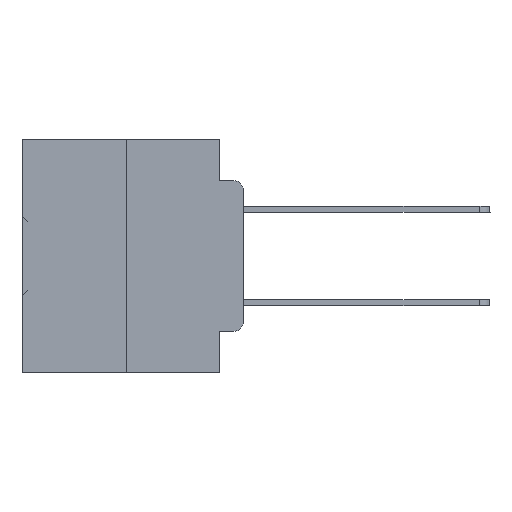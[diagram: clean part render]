
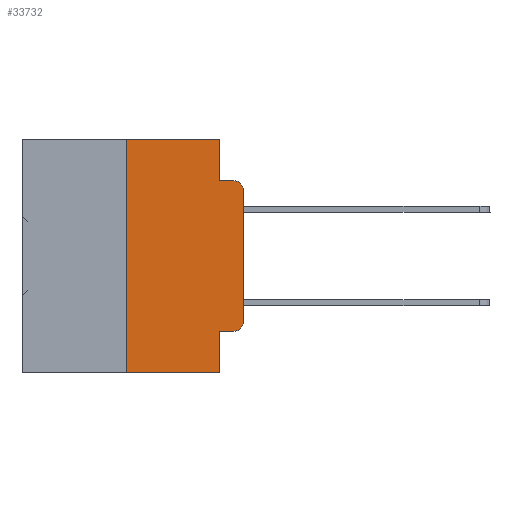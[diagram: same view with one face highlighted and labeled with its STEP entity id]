
A CAD part, left-side view. The second image highlights one B-rep face of the part: STEP entity #33732.
In plain terms, the highlighted planar face has unit normal (-1, 0, 0).
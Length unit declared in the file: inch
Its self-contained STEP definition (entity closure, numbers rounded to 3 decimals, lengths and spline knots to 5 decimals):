
#16 = CARTESIAN_POINT ( 'NONE',  ( 0., 0.473, 0. ) ) ;
#1092 = DIRECTION ( 'NONE',  ( 0., 0., 1. ) ) ;
#1852 = EDGE_CURVE ( 'NONE', #19973, #4526, #12779, .T. ) ;
#2395 = CARTESIAN_POINT ( 'NONE',  ( 0., 0.051, 0. ) ) ;
#2653 = ORIENTED_EDGE ( 'NONE', *, *, #10186, .F. ) ;
#2952 = LINE ( 'NONE', #16, #34177 ) ;
#4494 = VERTEX_POINT ( 'NONE', #17682 ) ;
#4526 = VERTEX_POINT ( 'NONE', #14891 ) ;
#4628 = ORIENTED_EDGE ( 'NONE', *, *, #32831, .T. ) ;
#4655 = CARTESIAN_POINT ( 'NONE',  ( 0., 0.02, -0.3915 ) ) ;
#5049 = VECTOR ( 'NONE', #35080, 39.37008 ) ;
#5617 = CARTESIAN_POINT ( 'NONE',  ( 0., 0.02, -0.1085 ) ) ;
#6924 = LINE ( 'NONE', #10845, #22985 ) ;
#7720 = AXIS2_PLACEMENT_3D ( 'NONE', #33951, #16013, #37000 ) ;
#7767 = DIRECTION ( 'NONE',  ( 0., 0., -1. ) ) ;
#8368 = LINE ( 'NONE', #37903, #30457 ) ;
#8712 = DIRECTION ( 'NONE',  ( 0., 0., -1. ) ) ;
#9023 = CARTESIAN_POINT ( 'NONE',  ( 0., 0., -0.1085 ) ) ;
#9576 = VERTEX_POINT ( 'NONE', #25467 ) ;
#9739 = CARTESIAN_POINT ( 'NONE',  ( 0., 0.02, -0.0885 ) ) ;
#9891 = ORIENTED_EDGE ( 'NONE', *, *, #24239, .T. ) ;
#10186 = EDGE_CURVE ( 'NONE', #4494, #12646, #30165, .T. ) ;
#10394 = ORIENTED_EDGE ( 'NONE', *, *, #12228, .F. ) ;
#10845 = CARTESIAN_POINT ( 'NONE',  ( 0., 0., 0. ) ) ;
#11036 = VERTEX_POINT ( 'NONE', #2395 ) ;
#11845 = VECTOR ( 'NONE', #26208, 39.37008 ) ;
#12228 = EDGE_CURVE ( 'NONE', #11036, #34104, #8368, .T. ) ;
#12646 = VERTEX_POINT ( 'NONE', #37623 ) ;
#12779 = LINE ( 'NONE', #20225, #11845 ) ;
#12986 = PLANE ( 'NONE',  #7720 ) ;
#13028 = EDGE_CURVE ( 'NONE', #12646, #11036, #2952, .T. ) ;
#13693 = ORIENTED_EDGE ( 'NONE', *, *, #14234, .F. ) ;
#13729 = ORIENTED_EDGE ( 'NONE', *, *, #1852, .F. ) ;
#14185 = ORIENTED_EDGE ( 'NONE', *, *, #13028, .F. ) ;
#14234 = EDGE_CURVE ( 'NONE', #34104, #18189, #35858, .T. ) ;
#14891 = CARTESIAN_POINT ( 'NONE',  ( 0., 0.051, -0.5 ) ) ;
#15519 = DIRECTION ( 'NONE',  ( 0., -1., 0. ) ) ;
#16013 = DIRECTION ( 'NONE',  ( 1., 0., 0. ) ) ;
#17145 = CARTESIAN_POINT ( 'NONE',  ( 0., 0.473, -0.5 ) ) ;
#17343 = CARTESIAN_POINT ( 'NONE',  ( 0., 0.051, -0.0885 ) ) ;
#17682 = CARTESIAN_POINT ( 'NONE',  ( 0., 0.25, -0.5 ) ) ;
#18189 = VERTEX_POINT ( 'NONE', #9739 ) ;
#18992 = VECTOR ( 'NONE', #20205, 39.37008 ) ;
#19464 = CARTESIAN_POINT ( 'NONE',  ( 0., 0.25, 0. ) ) ;
#19973 = VERTEX_POINT ( 'NONE', #27402 ) ;
#20205 = DIRECTION ( 'NONE',  ( 0., -1., 0. ) ) ;
#20225 = CARTESIAN_POINT ( 'NONE',  ( 0., 0.051, 0. ) ) ;
#22253 = EDGE_CURVE ( 'NONE', #29689, #18189, #37732, .T. ) ;
#22443 = AXIS2_PLACEMENT_3D ( 'NONE', #4655, #25790, #7767 ) ;
#22985 = VECTOR ( 'NONE', #31804, 39.37008 ) ;
#23872 = FACE_OUTER_BOUND ( 'NONE', #37781, .T. ) ;
#24239 = EDGE_CURVE ( 'NONE', #37422, #29689, #6924, .T. ) ;
#24507 = CARTESIAN_POINT ( 'NONE',  ( 0., 0.051, -0.4115 ) ) ;
#24825 = AXIS2_PLACEMENT_3D ( 'NONE', #5617, #26718, #8712 ) ;
#25158 = CARTESIAN_POINT ( 'NONE',  ( 0., 0., -0.3915 ) ) ;
#25467 = CARTESIAN_POINT ( 'NONE',  ( 0., 0.02, -0.4115 ) ) ;
#25790 = DIRECTION ( 'NONE',  ( -1., 0., 0. ) ) ;
#26208 = DIRECTION ( 'NONE',  ( 0., 0., -1. ) ) ;
#26380 = ORIENTED_EDGE ( 'NONE', *, *, #39103, .T. ) ;
#26718 = DIRECTION ( 'NONE',  ( -1., 0., 0. ) ) ;
#27402 = CARTESIAN_POINT ( 'NONE',  ( 0., 0.051, -0.4115 ) ) ;
#27440 = DIRECTION ( 'NONE',  ( 0., -1., 0. ) ) ;
#27677 = LINE ( 'NONE', #24507, #35692 ) ;
#28172 = LINE ( 'NONE', #17145, #5049 ) ;
#28255 = ORIENTED_EDGE ( 'NONE', *, *, #37117, .T. ) ;
#28951 = DIRECTION ( 'NONE',  ( 0., 0., -1. ) ) ;
#29689 = VERTEX_POINT ( 'NONE', #9023 ) ;
#29705 = CARTESIAN_POINT ( 'NONE',  ( 0., 0.051, -0.0885 ) ) ;
#29762 = CIRCLE ( 'NONE', #22443, 0.02 ) ;
#30165 = LINE ( 'NONE', #19464, #37245 ) ;
#30457 = VECTOR ( 'NONE', #28951, 39.37008 ) ;
#31804 = DIRECTION ( 'NONE',  ( 0., 0., 1. ) ) ;
#32831 = EDGE_CURVE ( 'NONE', #4494, #4526, #28172, .T. ) ;
#33732 = ADVANCED_FACE ( 'NONE', ( #23872 ), #12986, .F. ) ;
#33951 = CARTESIAN_POINT ( 'NONE',  ( 0., 0.473, 0. ) ) ;
#34104 = VERTEX_POINT ( 'NONE', #29705 ) ;
#34177 = VECTOR ( 'NONE', #27440, 39.37008 ) ;
#34814 = ORIENTED_EDGE ( 'NONE', *, *, #22253, .T. ) ;
#35080 = DIRECTION ( 'NONE',  ( 0., -1., 0. ) ) ;
#35692 = VECTOR ( 'NONE', #15519, 39.37008 ) ;
#35858 = LINE ( 'NONE', #17343, #18992 ) ;
#37000 = DIRECTION ( 'NONE',  ( 0., 0., -1. ) ) ;
#37117 = EDGE_CURVE ( 'NONE', #9576, #37422, #29762, .T. ) ;
#37245 = VECTOR ( 'NONE', #1092, 39.37008 ) ;
#37422 = VERTEX_POINT ( 'NONE', #25158 ) ;
#37623 = CARTESIAN_POINT ( 'NONE',  ( 0., 0.25, 0. ) ) ;
#37732 = CIRCLE ( 'NONE', #24825, 0.02 ) ;
#37781 = EDGE_LOOP ( 'NONE', ( #9891, #34814, #13693, #10394, #14185, #2653, #4628, #13729, #26380, #28255 ) ) ;
#37903 = CARTESIAN_POINT ( 'NONE',  ( 0., 0.051, 0. ) ) ;
#39103 = EDGE_CURVE ( 'NONE', #19973, #9576, #27677, .T. ) ;
